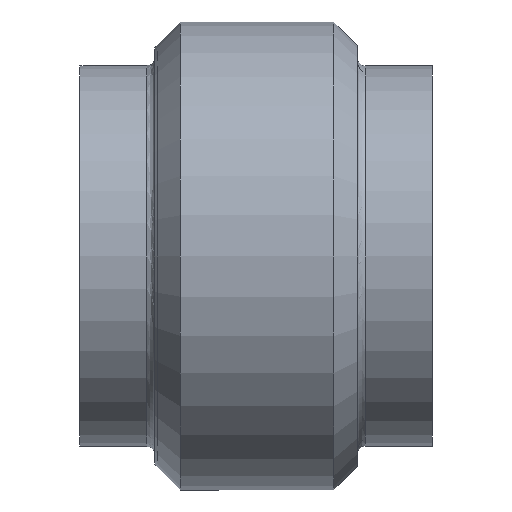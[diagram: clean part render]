
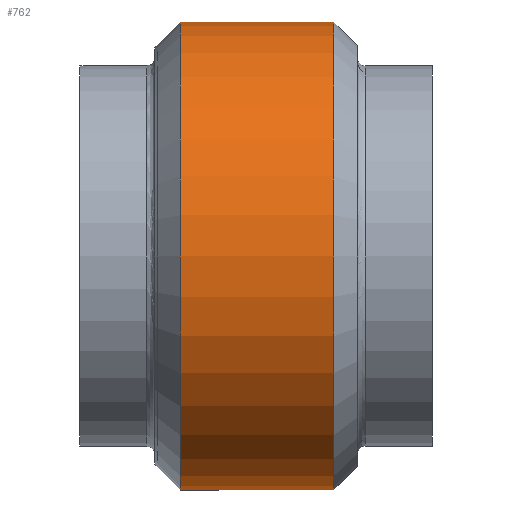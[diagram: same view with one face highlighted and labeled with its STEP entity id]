
A CAD part, front view. The second image highlights one B-rep face of the part: STEP entity #762.
In plain terms, the highlighted cylindrical face has radius 93.662 mm (diameter 187.325 mm), a full revolution.
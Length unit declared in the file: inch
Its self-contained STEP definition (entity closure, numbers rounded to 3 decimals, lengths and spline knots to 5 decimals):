
#598=CARTESIAN_POINT('',(16.52864,-1.311,0.0));
#599=VERTEX_POINT('',#598);
#600=CARTESIAN_POINT('',(17.36864,-1.311,0.0));
#601=VERTEX_POINT('',#600);
#602=CARTESIAN_POINT('',(16.52864,-1.311,0.));
#603=CARTESIAN_POINT('',(16.52864,-1.311,-0.05275));
#604=CARTESIAN_POINT('',(16.53922,-1.31225,-0.10897));
#605=CARTESIAN_POINT('',(16.58217,-1.31675,-0.21231));
#606=CARTESIAN_POINT('',(16.61452,-1.31995,-0.25943));
#607=CARTESIAN_POINT('',(16.68909,-1.32595,-0.33379));
#608=CARTESIAN_POINT('',(16.73628,-1.32914,-0.366));
#609=CARTESIAN_POINT('',(16.83969,-1.33366,-0.40874));
#610=CARTESIAN_POINT('',(16.89591,-1.33491,-0.41926));
#611=CARTESIAN_POINT('',(17.00137,-1.33491,-0.41926));
#612=CARTESIAN_POINT('',(17.05759,-1.33366,-0.40874));
#613=CARTESIAN_POINT('',(17.161,-1.32914,-0.366));
#614=CARTESIAN_POINT('',(17.20819,-1.32595,-0.33379));
#615=CARTESIAN_POINT('',(17.28276,-1.31995,-0.25943));
#616=CARTESIAN_POINT('',(17.31512,-1.31675,-0.21231));
#617=CARTESIAN_POINT('',(17.35806,-1.31225,-0.10897));
#618=CARTESIAN_POINT('',(17.36864,-1.311,-0.05275));
#619=CARTESIAN_POINT('',(17.36864,-1.311,0.));
#620=B_SPLINE_CURVE_WITH_KNOTS('',3,(#602,#603,#604,#605,#606,#607,#608,#609,#610,#611,#612,#613,#614,#615,#616,#617,#618,#619),.UNSPECIFIED.,.F.,.U.,(4,2,2,2,2,2,2,2,4),(0.63286,0.79111,0.94935,1.10754,1.26572,1.4239,1.58209,1.74033,1.89858),.UNSPECIFIED.);
#621=EDGE_CURVE('',#599,#601,#620,.T.);
#623=CARTESIAN_POINT('',(17.36864,-1.311,0.));
#624=CARTESIAN_POINT('',(17.36864,-1.311,0.05275));
#625=CARTESIAN_POINT('',(17.35806,-1.31225,0.10897));
#626=CARTESIAN_POINT('',(17.31512,-1.31675,0.21231));
#627=CARTESIAN_POINT('',(17.28276,-1.31995,0.25943));
#628=CARTESIAN_POINT('',(17.20819,-1.32595,0.33379));
#629=CARTESIAN_POINT('',(17.161,-1.32914,0.366));
#630=CARTESIAN_POINT('',(17.05759,-1.33366,0.40874));
#631=CARTESIAN_POINT('',(17.00137,-1.33491,0.41926));
#632=CARTESIAN_POINT('',(16.94864,-1.33491,0.41926));
#633=CARTESIAN_POINT('',(16.89591,-1.33491,0.41926));
#634=CARTESIAN_POINT('',(16.83969,-1.33366,0.40874));
#635=CARTESIAN_POINT('',(16.73628,-1.32914,0.366));
#636=CARTESIAN_POINT('',(16.68909,-1.32595,0.33379));
#637=CARTESIAN_POINT('',(16.61452,-1.31995,0.25943));
#638=CARTESIAN_POINT('',(16.58217,-1.31675,0.21231));
#639=CARTESIAN_POINT('',(16.53922,-1.31225,0.10897));
#640=CARTESIAN_POINT('',(16.52864,-1.311,0.05275));
#641=CARTESIAN_POINT('',(16.52864,-1.311,0.));
#642=B_SPLINE_CURVE_WITH_KNOTS('',3,(#623,#624,#625,#626,#627,#628,#629,#630,#631,#632,#633,#634,#635,#636,#637,#638,#639,#640,#641),.UNSPECIFIED.,.F.,.U.,(4,2,2,2,3,2,2,2,4),(1.89858,2.05683,2.21507,2.37326,2.53144,2.68962,2.84781,3.00605,3.1643),.UNSPECIFIED.);
#643=EDGE_CURVE('',#601,#599,#642,.T.);
#724=CARTESIAN_POINT('',(15.67514,-1.311,0.0));
#725=VERTEX_POINT('',#724);
#726=CARTESIAN_POINT('',(15.67514,-4.9985,0.0));
#727=DIRECTION('',(1.0,0.0,0.0));
#728=DIRECTION('',(0.0,1.0,0.0));
#729=AXIS2_PLACEMENT_3D('',#726,#727,#728);
#730=CIRCLE('',#729,3.6875);
#731=EDGE_CURVE('',#725,#725,#730,.T.);
#739=CARTESIAN_POINT('',(16.88689,-4.9985,0.0));
#740=DIRECTION('',(1.0,0.0,0.0));
#741=DIRECTION('',(0.0,1.0,0.0));
#742=AXIS2_PLACEMENT_3D('',#739,#740,#741);
#743=CYLINDRICAL_SURFACE('',#742,3.6875);
#744=CARTESIAN_POINT('',(18.09864,-1.311,0.0));
#745=VERTEX_POINT('',#744);
#746=CARTESIAN_POINT('',(18.09864,-4.9985,0.0));
#747=DIRECTION('',(1.0,0.0,0.0));
#748=DIRECTION('',(0.0,1.0,0.0));
#749=AXIS2_PLACEMENT_3D('',#746,#747,#748);
#750=CIRCLE('',#749,3.6875);
#751=EDGE_CURVE('',#745,#745,#750,.T.);
#752=ORIENTED_EDGE('',*,*,#751,.F.);
#753=EDGE_LOOP('',(#752));
#754=FACE_OUTER_BOUND('',#753,.T.);
#755=ORIENTED_EDGE('',*,*,#621,.T.);
#756=ORIENTED_EDGE('',*,*,#643,.T.);
#757=EDGE_LOOP('',(#755,#756));
#758=FACE_BOUND('',#757,.T.);
#759=ORIENTED_EDGE('',*,*,#731,.T.);
#760=EDGE_LOOP('',(#759));
#761=FACE_BOUND('',#760,.T.);
#762=ADVANCED_FACE('',(#754,#758,#761),#743,.T.);
